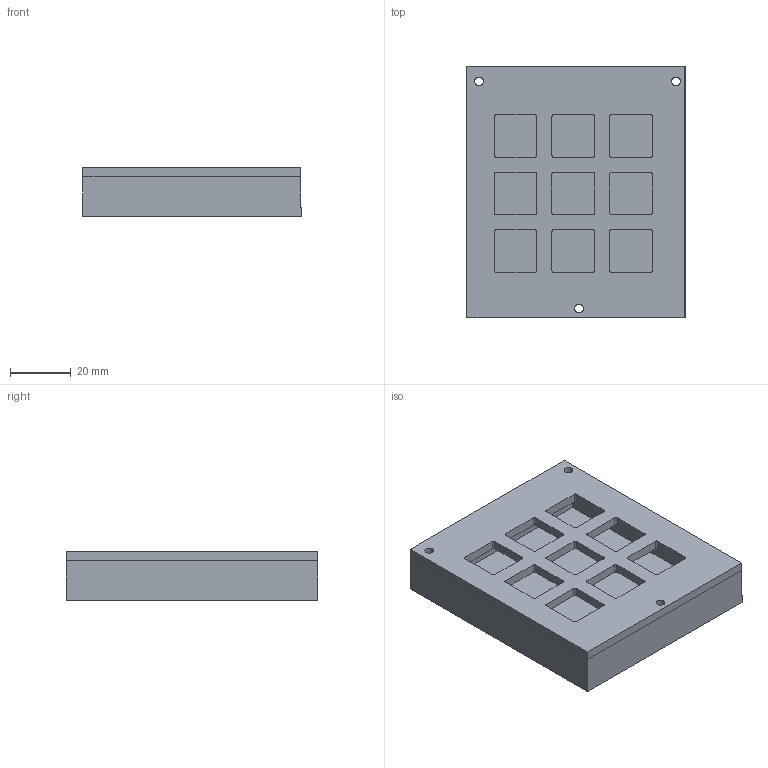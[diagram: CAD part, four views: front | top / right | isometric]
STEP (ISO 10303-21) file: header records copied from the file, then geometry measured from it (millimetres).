
FILE_DESCRIPTION(/* description */ (''),/* implementation_level */ '2;1');
FILE_NAME(/* name */ 'lightless.step',/* time_stamp */ '2024-10-03T17:18:47-04:00',/* author */ (''),/* organization */ (''),/* preprocessor_version */ 'ST-DEVELOPER v20',/* originating_system */ 'Autodesk Translation Framework v13.20.0.188',/* authorisation */ '');
FILE_SCHEMA (('AUTOMOTIVE_DESIGN { 1 0 10303 214 3 1 1 }'));
Length unit declared in the file: millimetre
Products named in the file (1): key.1
Bounding box: 72 x 83 x 16 mm (x, y, z)
Volume: 46212 mm3; surface area: 29672.6 mm2
Topology: 2 solids, 2 shells, 110 faces, 318 edges, 212 vertices
Faces by surface type: plane 68, cylinder 42
Full cylindrical faces by diameter (mm): 2.9 x6
Entity records: 3718 total; most frequent: CARTESIAN_POINT 641, ORIENTED_EDGE 636, DIRECTION 624, EDGE_CURVE 318, LINE 234, VECTOR 234, VERTEX_POINT 212, AXIS2_PLACEMENT_3D 195
